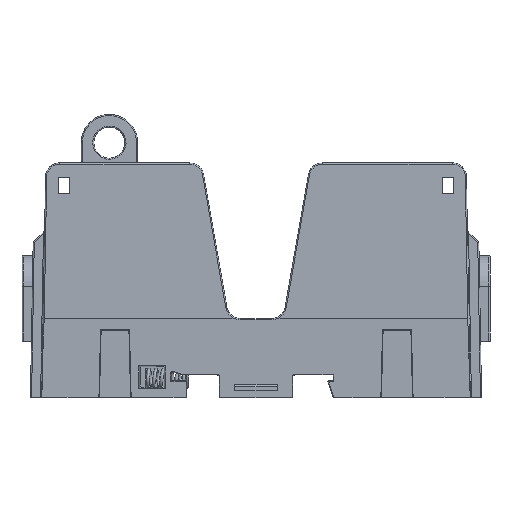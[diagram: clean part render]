
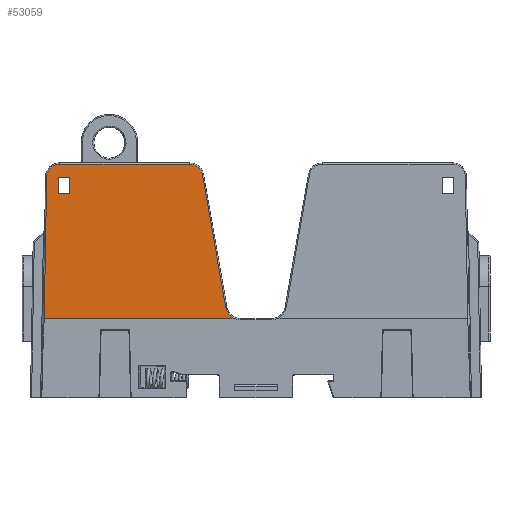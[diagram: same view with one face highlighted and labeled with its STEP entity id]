
A CAD part, front view. The second image highlights one B-rep face of the part: STEP entity #53059.
In plain terms, the highlighted planar face has unit normal (0, -1, 0.009).
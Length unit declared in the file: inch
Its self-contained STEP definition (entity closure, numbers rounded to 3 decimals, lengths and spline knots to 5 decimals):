
#219 = VERTEX_POINT ( 'NONE', #37825 ) ;
#1187 = CARTESIAN_POINT ( 'NONE',  ( -0.58822, -0.57804, 2.07009 ) ) ;
#1206 = CARTESIAN_POINT ( 'NONE',  ( -0.18602, -0.59, 0.70001 ) ) ;
#1323 = CARTESIAN_POINT ( 'NONE',  ( -1.88778, -0.59, 0.7 ) ) ;
#1446 = EDGE_CURVE ( 'NONE', #9761, #219, #43980, .T. ) ;
#1496 = CARTESIAN_POINT ( 'NONE',  ( -0.18598, -0.59, 0.70003 ) ) ;
#3472 = ORIENTED_EDGE ( 'NONE', *, *, #28828, .T. ) ;
#4181 = EDGE_CURVE ( 'NONE', #57565, #31508, #36854, .T. ) ;
#4409 = VERTEX_POINT ( 'NONE', #37402 ) ;
#4699 = PLANE ( 'NONE',  #8784 ) ;
#4964 = ORIENTED_EDGE ( 'NONE', *, *, #27287, .T. ) ;
#5375 = DIRECTION ( 'NONE',  ( 1., 0., 0. ) ) ;
#5447 = CARTESIAN_POINT ( 'NONE',  ( -1.65, -0.57905, 1.955 ) ) ;
#5482 = VECTOR ( 'NONE', #32197, 39.37008 ) ;
#5484 = CARTESIAN_POINT ( 'NONE',  ( -0.18598, -0.59, 0.70003 ) ) ;
#5783 = CARTESIAN_POINT ( 'NONE',  ( -0.186, -0.59, 0.70002 ) ) ;
#5944 = CARTESIAN_POINT ( 'NONE',  ( -1.75, -0.59, 0.7 ) ) ;
#6397 = DIRECTION ( 'NONE',  ( -1., 0., 0. ) ) ;
#7764 = VERTEX_POINT ( 'NONE', #52788 ) ;
#8784 = AXIS2_PLACEMENT_3D ( 'NONE', #1323, #19327, #52340 ) ;
#9094 = CARTESIAN_POINT ( 'NONE',  ( -0.26806, -0.58911, 0.80164 ) ) ;
#9761 = VERTEX_POINT ( 'NONE', #1187 ) ;
#9962 = EDGE_CURVE ( 'NONE', #14881, #4409, #15742, .T. ) ;
#10086 = ORIENTED_EDGE ( 'NONE', *, *, #11617, .T. ) ;
#10667 = CARTESIAN_POINT ( 'NONE',  ( -0.18604, -0.59, 0.7 ) ) ;
#10972 = CARTESIAN_POINT ( 'NONE',  ( -0.186, -0.59, 0.70001 ) ) ;
#11617 = EDGE_CURVE ( 'NONE', #4409, #7764, #42611, .T. ) ;
#14270 = VERTEX_POINT ( 'NONE', #25860 ) ;
#14330 = CARTESIAN_POINT ( 'NONE',  ( -0.18601, -0.59, 0.70001 ) ) ;
#14789 = CARTESIAN_POINT ( 'NONE',  ( -1.9, -0.59, 0.7 ) ) ;
#14881 = VERTEX_POINT ( 'NONE', #40762 ) ;
#15149 = CARTESIAN_POINT ( 'NONE',  ( -1.87778, -0.59, 0.69983 ) ) ;
#15742 = LINE ( 'NONE', #15149, #40082 ) ;
#16175 = LINE ( 'NONE', #34842, #33314 ) ;
#16479 = DIRECTION ( 'NONE',  ( 0., -0.009, -1. ) ) ;
#16694 = ORIENTED_EDGE ( 'NONE', *, *, #4181, .T. ) ;
#17215 = CARTESIAN_POINT ( 'NONE',  ( -0.58822, -0.57804, 2.07009 ) ) ;
#18335 = B_SPLINE_CURVE_WITH_KNOTS ( 'NONE', 3,
 ( #37872, #47626, #48249, #56841, #10667, #38186, #1206, #14330, #10972, #5783, #38778, #23795, #29586, #5484, #1496, #20113 ),
 .UNSPECIFIED., .F., .F.,
 ( 4, 3, 3, 3, 3, 4 ),
 ( 0., 0., 0., 0., 0., 0. ),
 .UNSPECIFIED. ) ;
#18451 = CARTESIAN_POINT ( 'NONE',  ( -1.74086, -0.57804, 2.07009 ) ) ;
#19327 = DIRECTION ( 'NONE',  ( 0., -1., 0.009 ) ) ;
#20113 = CARTESIAN_POINT ( 'NONE',  ( -0.18598, -0.59, 0.70004 ) ) ;
#21003 = ORIENTED_EDGE ( 'NONE', *, *, #49348, .T. ) ;
#22427 = CARTESIAN_POINT ( 'NONE',  ( -1.80729, -0.57804, 2.07009 ) ) ;
#22782 = VECTOR ( 'NONE', #28840, 39.37008 ) ;
#22918 = ORIENTED_EDGE ( 'NONE', *, *, #1446, .T. ) ;
#23795 = CARTESIAN_POINT ( 'NONE',  ( -0.18599, -0.59, 0.70003 ) ) ;
#23954 =( BOUNDED_CURVE ( )  B_SPLINE_CURVE ( 3, ( #59220, #50954, #50340, #9094 ),
 .UNSPECIFIED., .F., .F. ) 
 B_SPLINE_CURVE_WITH_KNOTS ( ( 4, 4 ),
 ( 0.38634, 1.39626 ),
 .UNSPECIFIED. ) 
 CURVE ( )  GEOMETRIC_REPRESENTATION_ITEM ( )  RATIONAL_B_SPLINE_CURVE ( ( 1., 0.917, 0.917, 1. ) ) 
 REPRESENTATION_ITEM ( '' )  );
#25760 = ORIENTED_EDGE ( 'NONE', *, *, #36477, .T. ) ;
#25860 = CARTESIAN_POINT ( 'NONE',  ( -1.65, -0.58036, 1.805 ) ) ;
#26678 = CARTESIAN_POINT ( 'NONE',  ( -0.4851, -0.57837, 2.03256 ) ) ;
#27287 = EDGE_CURVE ( 'NONE', #58646, #28945, #23954, .T. ) ;
#27896 = FACE_OUTER_BOUND ( 'NONE', #53193, .T. ) ;
#28828 = EDGE_CURVE ( 'NONE', #7764, #58646, #18335, .T. ) ;
#28829 = DIRECTION ( 'NONE',  ( 1., 0., 0. ) ) ;
#28840 = DIRECTION ( 'NONE',  ( 0., 0.009, 1. ) ) ;
#28945 = VERTEX_POINT ( 'NONE', #57730 ) ;
#29586 = CARTESIAN_POINT ( 'NONE',  ( -0.18598, -0.59, 0.70003 ) ) ;
#31508 = VERTEX_POINT ( 'NONE', #5447 ) ;
#32071 = VECTOR ( 'NONE', #28829, 39.37008 ) ;
#32186 = EDGE_CURVE ( 'NONE', #50468, #9761, #40859, .T. ) ;
#32197 = DIRECTION ( 'NONE',  ( -1., 0., 0. ) ) ;
#33101 = VERTEX_POINT ( 'NONE', #54304 ) ;
#33314 = VECTOR ( 'NONE', #16479, 39.37008 ) ;
#34038 = EDGE_LOOP ( 'NONE', ( #52019, #25760, #16694, #34111 ) ) ;
#34111 = ORIENTED_EDGE ( 'NONE', *, *, #54529, .T. ) ;
#34466 = EDGE_CURVE ( 'NONE', #219, #14881, #51939, .T. ) ;
#34546 = CARTESIAN_POINT ( 'NONE',  ( -0.29952, -0.58756, 0.98003 ) ) ;
#34842 = CARTESIAN_POINT ( 'NONE',  ( -1.65, -0.59, 0.7 ) ) ;
#36477 = EDGE_CURVE ( 'NONE', #33101, #57565, #47803, .T. ) ;
#36501 = CARTESIAN_POINT ( 'NONE',  ( -1.85468, -0.57845, 2.02352 ) ) ;
#36536 = VECTOR ( 'NONE', #53175, 39.37008 ) ;
#36854 = LINE ( 'NONE', #46935, #46954 ) ;
#37402 = CARTESIAN_POINT ( 'NONE',  ( -1.87778, -0.59, 0.7 ) ) ;
#37825 = CARTESIAN_POINT ( 'NONE',  ( -1.74086, -0.57804, 2.07009 ) ) ;
#37872 = CARTESIAN_POINT ( 'NONE',  ( -0.1861, -0.59, 0.7 ) ) ;
#37908 = ORIENTED_EDGE ( 'NONE', *, *, #9962, .T. ) ;
#38186 = CARTESIAN_POINT ( 'NONE',  ( -0.18603, -0.59, 0.70001 ) ) ;
#38401 = DIRECTION ( 'NONE',  ( -0.017, -0.009, -1. ) ) ;
#38541 = LINE ( 'NONE', #34546, #36536 ) ;
#38577 = ORIENTED_EDGE ( 'NONE', *, *, #34466, .T. ) ;
#38778 = CARTESIAN_POINT ( 'NONE',  ( -0.18599, -0.59, 0.70002 ) ) ;
#38875 = CARTESIAN_POINT ( 'NONE',  ( -0.18598, -0.59, 0.70004 ) ) ;
#39393 = CARTESIAN_POINT ( 'NONE',  ( -1.74086, -0.57804, 2.07009 ) ) ;
#39839 = CARTESIAN_POINT ( 'NONE',  ( -0.52983, -0.57804, 2.07009 ) ) ;
#40082 = VECTOR ( 'NONE', #38401, 39.37008 ) ;
#40762 = CARTESIAN_POINT ( 'NONE',  ( -1.85584, -0.57903, 1.95709 ) ) ;
#40859 =( BOUNDED_CURVE ( )  B_SPLINE_CURVE ( 3, ( #49329, #26678, #39839, #17215 ),
 .UNSPECIFIED., .F., .F. ) 
 B_SPLINE_CURVE_WITH_KNOTS ( ( 4, 4 ),
 ( 1.74533, 3.14159 ),
 .UNSPECIFIED. ) 
 CURVE ( )  GEOMETRIC_REPRESENTATION_ITEM ( )  RATIONAL_B_SPLINE_CURVE ( ( 1., 0.844, 0.844, 1. ) ) 
 REPRESENTATION_ITEM ( '' )  );
#41600 = EDGE_CURVE ( 'NONE', #14270, #33101, #49924, .T. ) ;
#42611 = LINE ( 'NONE', #14789, #32071 ) ;
#43003 = CARTESIAN_POINT ( 'NONE',  ( -1.75, -0.57905, 1.955 ) ) ;
#43980 = LINE ( 'NONE', #39393, #54924 ) ;
#46254 = CARTESIAN_POINT ( 'NONE',  ( -1.88778, -0.58036, 1.805 ) ) ;
#46935 = CARTESIAN_POINT ( 'NONE',  ( -1.88778, -0.57905, 1.955 ) ) ;
#46954 = VECTOR ( 'NONE', #5375, 39.37008 ) ;
#47626 = CARTESIAN_POINT ( 'NONE',  ( -0.18609, -0.59, 0.7 ) ) ;
#47803 = LINE ( 'NONE', #5944, #22782 ) ;
#48249 = CARTESIAN_POINT ( 'NONE',  ( -0.18607, -0.59, 0.7 ) ) ;
#49329 = CARTESIAN_POINT ( 'NONE',  ( -0.47497, -0.57887, 1.97506 ) ) ;
#49348 = EDGE_CURVE ( 'NONE', #28945, #50468, #38541, .T. ) ;
#49924 = LINE ( 'NONE', #46254, #5482 ) ;
#50254 = CARTESIAN_POINT ( 'NONE',  ( -1.85584, -0.57903, 1.95709 ) ) ;
#50340 = CARTESIAN_POINT ( 'NONE',  ( -0.25981, -0.58952, 0.75488 ) ) ;
#50468 = VERTEX_POINT ( 'NONE', #52584 ) ;
#50954 = CARTESIAN_POINT ( 'NONE',  ( -0.22997, -0.58984, 0.71793 ) ) ;
#51139 = FACE_BOUND ( 'NONE', #34038, .T. ) ;
#51408 = ORIENTED_EDGE ( 'NONE', *, *, #32186, .T. ) ;
#51939 =( BOUNDED_CURVE ( )  B_SPLINE_CURVE ( 3, ( #18451, #22427, #36501, #50254 ),
 .UNSPECIFIED., .F., .F. ) 
 B_SPLINE_CURVE_WITH_KNOTS ( ( 4, 4 ),
 ( 3.14159, 4.69494 ),
 .UNSPECIFIED. ) 
 CURVE ( )  GEOMETRIC_REPRESENTATION_ITEM ( )  RATIONAL_B_SPLINE_CURVE ( ( 1., 0.809, 0.809, 1. ) ) 
 REPRESENTATION_ITEM ( '' )  );
#52019 = ORIENTED_EDGE ( 'NONE', *, *, #41600, .T. ) ;
#52340 = DIRECTION ( 'NONE',  ( 0., -0.009, -1. ) ) ;
#52584 = CARTESIAN_POINT ( 'NONE',  ( -0.47497, -0.57887, 1.97506 ) ) ;
#52788 = CARTESIAN_POINT ( 'NONE',  ( -0.1861, -0.59, 0.7 ) ) ;
#53059 = ADVANCED_FACE ( 'NONE', ( #51139, #27896 ), #4699, .T. ) ;
#53175 = DIRECTION ( 'NONE',  ( -0.174, 0.009, 0.985 ) ) ;
#53193 = EDGE_LOOP ( 'NONE', ( #10086, #3472, #4964, #21003, #51408, #22918, #38577, #37908 ) ) ;
#54304 = CARTESIAN_POINT ( 'NONE',  ( -1.75, -0.58036, 1.805 ) ) ;
#54529 = EDGE_CURVE ( 'NONE', #31508, #14270, #16175, .T. ) ;
#54924 = VECTOR ( 'NONE', #6397, 39.37008 ) ;
#56841 = CARTESIAN_POINT ( 'NONE',  ( -0.18606, -0.59, 0.7 ) ) ;
#57565 = VERTEX_POINT ( 'NONE', #43003 ) ;
#57730 = CARTESIAN_POINT ( 'NONE',  ( -0.26806, -0.58911, 0.80164 ) ) ;
#58646 = VERTEX_POINT ( 'NONE', #38875 ) ;
#59220 = CARTESIAN_POINT ( 'NONE',  ( -0.18598, -0.59, 0.70004 ) ) ;
